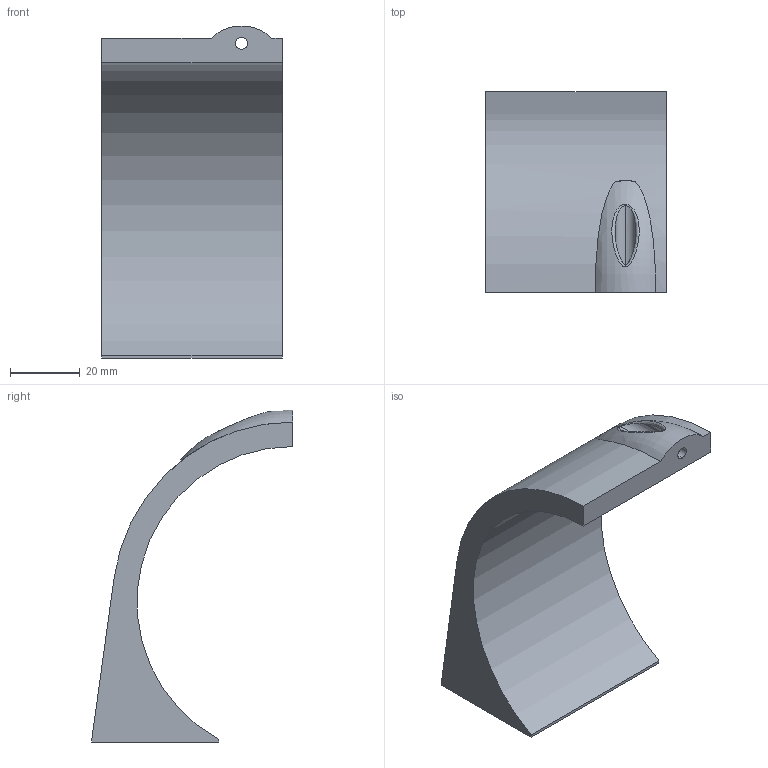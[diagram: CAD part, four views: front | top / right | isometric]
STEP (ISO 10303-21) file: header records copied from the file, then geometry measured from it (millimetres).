
FILE_DESCRIPTION (( 'STEP AP214' ), '1' );
FILE_NAME ('cover_housing.STEP', '2025-03-31T14:03:38', ( '' ), ( '' ), 'SwSTEP 2.0', 'SolidWorks 2025', '' );
FILE_SCHEMA (( 'AUTOMOTIVE_DESIGN' ));
Length unit declared in the file: millimetre
Products named in the file (1): cover_housing_left
Bounding box: 51.7 x 57.5 x 94.95 mm (x, y, z)
Volume: 61824.6 mm3; surface area: 17932.3 mm2
Topology: 1 solids, 1 shells, 36 faces, 91 edges, 58 vertices
Faces by surface type: plane 27, cylinder 6, bspline 2, torus 1
Entity records: 1580 total; most frequent: CARTESIAN_POINT 698, ORIENTED_EDGE 182, DIRECTION 167, EDGE_CURVE 91, LINE 69, VECTOR 69, VERTEX_POINT 58, AXIS2_PLACEMENT_3D 49
